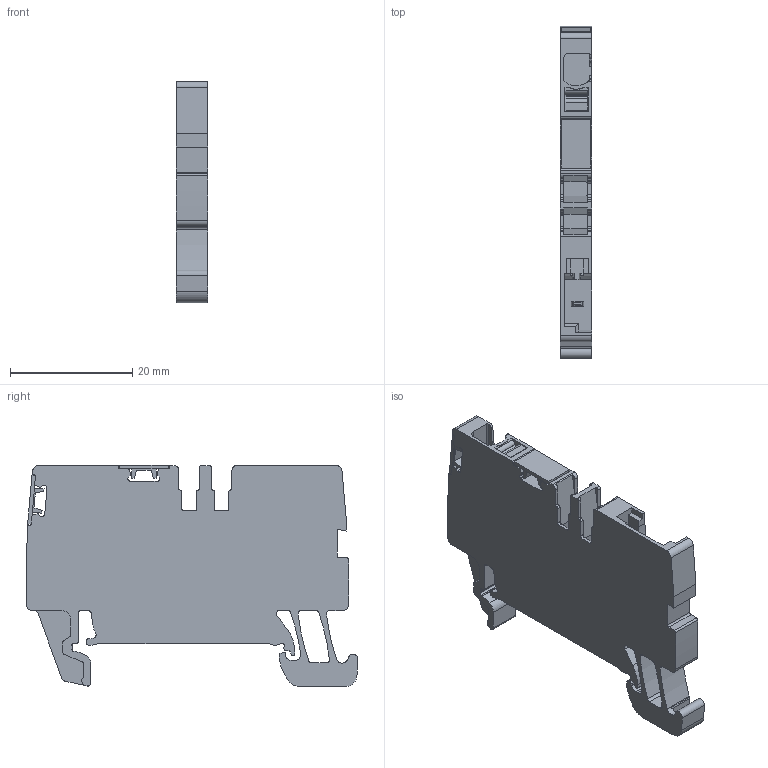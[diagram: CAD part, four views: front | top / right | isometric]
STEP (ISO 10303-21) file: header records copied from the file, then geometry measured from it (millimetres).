
FILE_DESCRIPTION(('CATIA V5R22 STEP214','CAx-IF Rec.Pracs.--- Model Styling and Organization---1.4--- 2014-01-23'),'2;1');
FILE_NAME ('1135729-1_1', '2019-07-05T12:05:14+00:00', ('Weidmueller Interface'), ('Weidmueller'), 'CATIA Version 5-6 Release 2016 SP3 HF44', 'CATIA V5 STEP AP214', 'none');
FILE_SCHEMA(('AUTOMOTIVE_DESIGN { 1 0 10303 214 1 1 1 1 }'));
Length unit declared in the file: millimetre
Products named in the file (1): 2675830000_APGTB_2-5_FT_2C-1_DL_BL
Bounding box: 5.1 x 54.23 x 36.2 mm (x, y, z)
Volume: 6236.7 mm3; surface area: 5499.7 mm2
Topology: 5 solids, 5 shells, 531 faces, 1500 edges, 988 vertices
Faces by surface type: plane 277, cylinder 209, extrusion 25, torus 20
Entity records: 16809 total; most frequent: CARTESIAN_POINT 3423, ORIENTED_EDGE 3000, DIRECTION 2330, EDGE_CURVE 1500, VECTOR 1026, LINE 1001, VERTEX_POINT 988, AXIS2_PLACEMENT_3D 876
